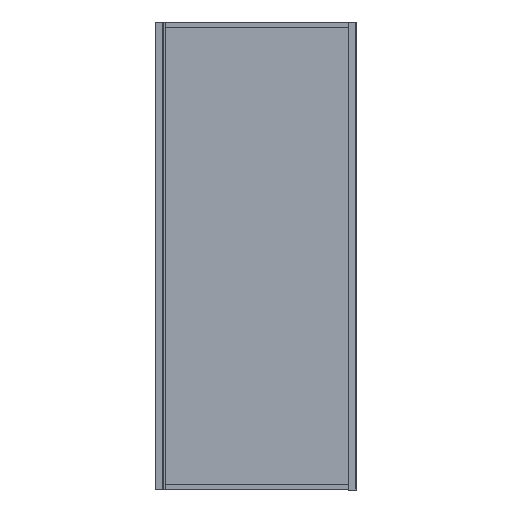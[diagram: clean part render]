
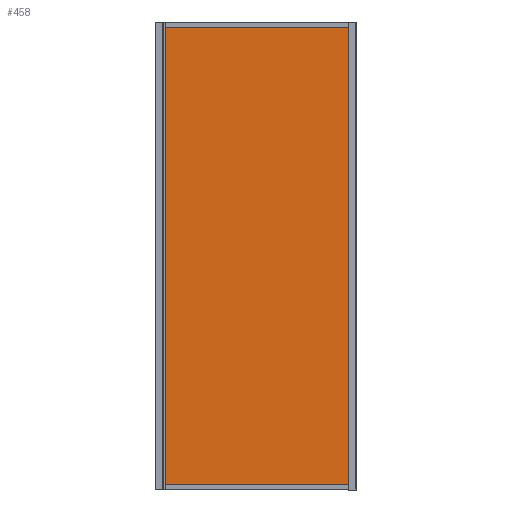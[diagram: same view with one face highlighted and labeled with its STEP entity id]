
A CAD part, front view. The second image highlights one B-rep face of the part: STEP entity #458.
In plain terms, the highlighted face is planar.
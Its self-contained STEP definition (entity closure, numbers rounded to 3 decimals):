
#458=ADVANCED_FACE('',(#986),#8486,.T.);
#986=FACE_OUTER_BOUND('',#1520,.T.);
#1520=EDGE_LOOP('',(#3080,#3081,#3082,#3083,#3084,#3085,#3086,#3087));
#3080=ORIENTED_EDGE('',*,*,#5300,.T.);
#3081=ORIENTED_EDGE('',*,*,#5299,.T.);
#3082=ORIENTED_EDGE('',*,*,#5295,.F.);
#3083=ORIENTED_EDGE('',*,*,#5313,.T.);
#3084=ORIENTED_EDGE('',*,*,#5316,.T.);
#3085=ORIENTED_EDGE('',*,*,#5298,.T.);
#3086=ORIENTED_EDGE('',*,*,#5321,.T.);
#3087=ORIENTED_EDGE('',*,*,#5297,.T.);
#5295=EDGE_CURVE('',#7897,#7898,#6232,.T.);
#5297=EDGE_CURVE('',#7901,#7899,#6969,.T.);
#5298=EDGE_CURVE('',#7903,#7902,#6970,.T.);
#5299=EDGE_CURVE('',#7900,#7898,#6971,.T.);
#5300=EDGE_CURVE('',#7899,#7900,#6233,.T.);
#5313=EDGE_CURVE('',#7897,#7904,#6981,.T.);
#5316=EDGE_CURVE('',#7904,#7903,#6237,.T.);
#5321=EDGE_CURVE('',#7902,#7901,#6239,.T.);
#6232=(
BOUNDED_CURVE()
B_SPLINE_CURVE(2,(#25651,#25652,#25653),.UNSPECIFIED.,.F.,.F.)
B_SPLINE_CURVE_WITH_KNOTS((3,3),(-3.142,0.),.UNSPECIFIED.)
CURVE()
GEOMETRIC_REPRESENTATION_ITEM()
RATIONAL_B_SPLINE_CURVE((1.,0.707,1.))
REPRESENTATION_ITEM('')
);
#6233=(
BOUNDED_CURVE()
B_SPLINE_CURVE(2,(#25662,#25663,#25664),.UNSPECIFIED.,.F.,.F.)
B_SPLINE_CURVE_WITH_KNOTS((3,3),(0.,3.142),.UNSPECIFIED.)
CURVE()
GEOMETRIC_REPRESENTATION_ITEM()
RATIONAL_B_SPLINE_CURVE((1.,0.707,1.))
REPRESENTATION_ITEM('')
);
#6237=(
BOUNDED_CURVE()
B_SPLINE_CURVE(2,(#25698,#25699,#25700),.UNSPECIFIED.,.F.,.F.)
B_SPLINE_CURVE_WITH_KNOTS((3,3),(0.,3.142),.UNSPECIFIED.)
CURVE()
GEOMETRIC_REPRESENTATION_ITEM()
RATIONAL_B_SPLINE_CURVE((1.,0.707,1.))
REPRESENTATION_ITEM('')
);
#6239=(
BOUNDED_CURVE()
B_SPLINE_CURVE(2,(#25710,#25711,#25712),.UNSPECIFIED.,.F.,.F.)
B_SPLINE_CURVE_WITH_KNOTS((3,3),(0.,3.142),.UNSPECIFIED.)
CURVE()
GEOMETRIC_REPRESENTATION_ITEM()
RATIONAL_B_SPLINE_CURVE((1.,0.707,1.))
REPRESENTATION_ITEM('')
);
#6969=B_SPLINE_CURVE_WITH_KNOTS('',1,(#25656,#25657),.UNSPECIFIED.,.F.,
 .F.,(2,2),(-2064.,0.),.UNSPECIFIED.);
#6970=B_SPLINE_CURVE_WITH_KNOTS('',1,(#25658,#25659),.UNSPECIFIED.,.F.,
 .F.,(2,2),(-836.,0.),.UNSPECIFIED.);
#6971=B_SPLINE_CURVE_WITH_KNOTS('',1,(#25660,#25661),.UNSPECIFIED.,.F.,
 .F.,(2,2),(-836.,0.),.UNSPECIFIED.);
#6981=B_SPLINE_CURVE_WITH_KNOTS('',1,(#25692,#25693),.UNSPECIFIED.,.F.,
 .F.,(2,2),(0.,2064.),.UNSPECIFIED.);
#7897=VERTEX_POINT('',#25597);
#7898=VERTEX_POINT('',#25598);
#7899=VERTEX_POINT('',#25599);
#7900=VERTEX_POINT('',#25600);
#7901=VERTEX_POINT('',#25601);
#7902=VERTEX_POINT('',#25602);
#7903=VERTEX_POINT('',#25603);
#7904=VERTEX_POINT('',#25604);
#8486=PLANE('',#9319);
#9319=AXIS2_PLACEMENT_3D('',#25465,#9799,$);
#9799=DIRECTION('',(0.,0.,-1.));
#25465=CARTESIAN_POINT('',(506.682,-1243.482,-5.));
#25597=CARTESIAN_POINT('',(-420.,-1032.,-5.));
#25598=CARTESIAN_POINT('',(-418.,-1034.,-5.));
#25599=CARTESIAN_POINT('',(420.,-1032.,-5.));
#25600=CARTESIAN_POINT('',(418.,-1034.,-5.));
#25601=CARTESIAN_POINT('',(420.,1032.,-5.));
#25602=CARTESIAN_POINT('',(418.,1034.,-5.));
#25603=CARTESIAN_POINT('',(-418.,1034.,-5.));
#25604=CARTESIAN_POINT('',(-420.,1032.,-5.));
#25651=CARTESIAN_POINT('',(-420.,-1032.,-5.));
#25652=CARTESIAN_POINT('',(-420.,-1034.,-5.));
#25653=CARTESIAN_POINT('',(-418.,-1034.,-5.));
#25656=CARTESIAN_POINT('',(420.,1032.,-5.));
#25657=CARTESIAN_POINT('',(420.,-1032.,-5.));
#25658=CARTESIAN_POINT('',(-418.,1034.,-5.));
#25659=CARTESIAN_POINT('',(418.,1034.,-5.));
#25660=CARTESIAN_POINT('',(418.,-1034.,-5.));
#25661=CARTESIAN_POINT('',(-418.,-1034.,-5.));
#25662=CARTESIAN_POINT('',(420.,-1032.,-5.));
#25663=CARTESIAN_POINT('',(420.,-1034.,-5.));
#25664=CARTESIAN_POINT('',(418.,-1034.,-5.));
#25692=CARTESIAN_POINT('',(-420.,-1032.,-5.));
#25693=CARTESIAN_POINT('',(-420.,1032.,-5.));
#25698=CARTESIAN_POINT('',(-420.,1032.,-5.));
#25699=CARTESIAN_POINT('',(-420.,1034.,-5.));
#25700=CARTESIAN_POINT('',(-418.,1034.,-5.));
#25710=CARTESIAN_POINT('',(418.,1034.,-5.));
#25711=CARTESIAN_POINT('',(420.,1034.,-5.));
#25712=CARTESIAN_POINT('',(420.,1032.,-5.));
